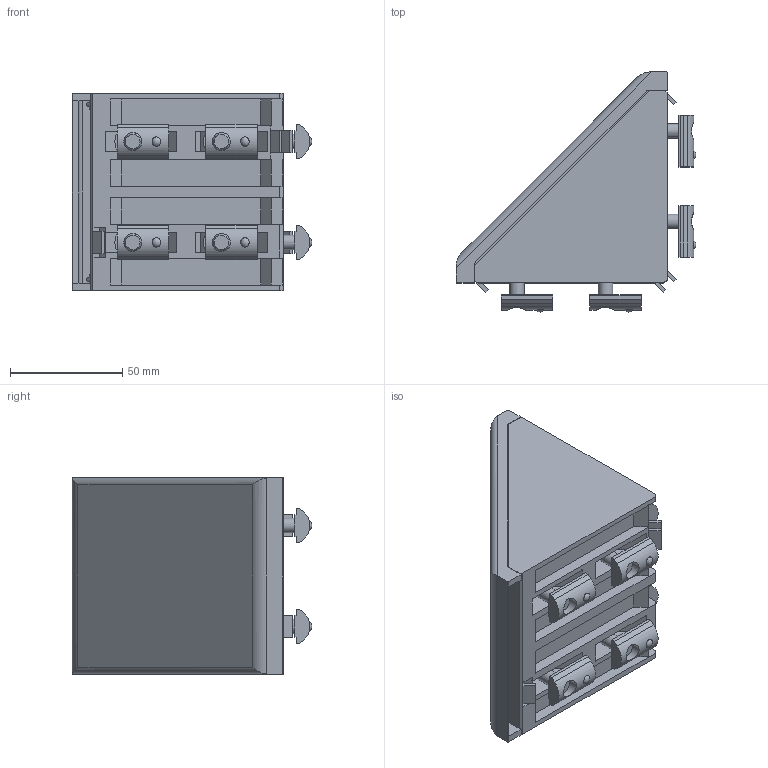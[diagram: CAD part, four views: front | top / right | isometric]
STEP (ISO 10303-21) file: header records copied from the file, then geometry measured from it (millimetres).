
FILE_DESCRIPTION(/* description */ (''),/* implementation_level */ '2;1');
FILE_NAME(/* name */ '123034',/* time_stamp */ '2014-10-06T12:27:34+02:00',/* author */ (''),/* organization */ (''),/* preprocessor_version */ 'ST-DEVELOPER v14',/* originating_system */ 'HiCAD 2013 1802.4 Build 509',/* authorisation */ '');
FILE_SCHEMA (('AUTOMOTIVE_DESIGN { 1 0 10303 214 1 1 1 1 }'));
Length unit declared in the file: millimetre
Products named in the file (27): Root; 123034HOEKSTUK 90X90 BASICBOIKON; 123035AFDEKKAP HOEKSTUK 90X90 BASICBOIKON; 900152Cil. inbusbout DIN 912 EV M8 x 20BOIKON0; 122350Sleufmoer 10 - M8 met kogelBOIKON; 901708Sluitring DIN 125 EV M8BOIKON0
Assembly tree (26 placements, depth 3):
  Root
    123034HOEKSTUK 90X90 BASICBOIKON
      123035AFDEKKAP HOEKSTUK 90X90 BASICBOIKON
      900152Cil. inbusbout DIN 912 EV M8 x 20BOIKON0
      900152Cil. inbusbout DIN 912 EV M8 x 20BOIKON0
      900152Cil. inbusbout DIN 912 EV M8 x 20BOIKON0
      900152Cil. inbusbout DIN 912 EV M8 x 20BOIKON0
      900152Cil. inbusbout DIN 912 EV M8 x 20BOIKON0
      900152Cil. inbusbout DIN 912 EV M8 x 20BOIKON0
      900152Cil. inbusbout DIN 912 EV M8 x 20BOIKON0
      900152Cil. inbusbout DIN 912 EV M8 x 20BOIKON0
      122350Sleufmoer 10 - M8 met kogelBOIKON
      122350Sleufmoer 10 - M8 met kogelBOIKON
      122350Sleufmoer 10 - M8 met kogelBOIKON
      122350Sleufmoer 10 - M8 met kogelBOIKON
      122350Sleufmoer 10 - M8 met kogelBOIKON
      122350Sleufmoer 10 - M8 met kogelBOIKON
      122350Sleufmoer 10 - M8 met kogelBOIKON
      122350Sleufmoer 10 - M8 met kogelBOIKON
      901708Sluitring DIN 125 EV M8BOIKON0
      901708Sluitring DIN 125 EV M8BOIKON0
      901708Sluitring DIN 125 EV M8BOIKON0
      901708Sluitring DIN 125 EV M8BOIKON0
      901708Sluitring DIN 125 EV M8BOIKON0
      901708Sluitring DIN 125 EV M8BOIKON0
      901708Sluitring DIN 125 EV M8BOIKON0
      901708Sluitring DIN 125 EV M8BOIKON0
Bounding box: 107 x 107 x 88 mm (x, y, z)
Volume: 191585.8 mm3; surface area: 104308 mm2
Topology: 26 solids, 26 shells, 605 faces, 1543 edges, 1020 vertices
Faces by surface type: plane 455, cylinder 102, cone 32, torus 8, sphere 8
Full cylindrical faces by diameter (mm): 5 x4, 6.466 x8, 7 x1, 8 x16, 8.4 x8, 13 x8, 16 x8
Entity records: 39335 total; most frequent: CARTESIAN_POINT 10131, DIRECTION 3016, PRESENTATION_STYLE_ASSIGNMENT 2870, COLOUR_RGB 2849, DRAUGHTING_PRE_DEFINED_CURVE_FONT 2844, CURVE_STYLE 2844, OVER_RIDING_STYLED_ITEM 2844, ORIENTED_EDGE 2844
